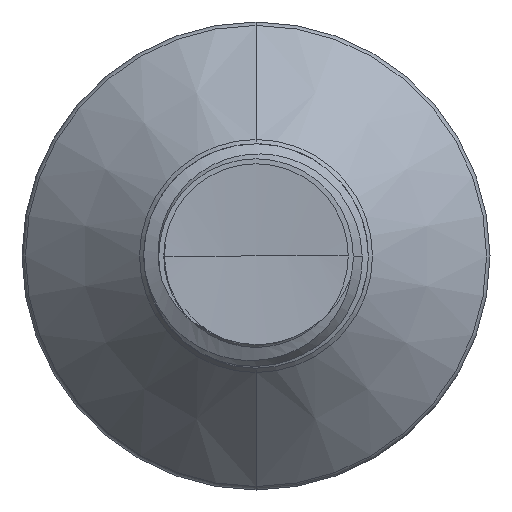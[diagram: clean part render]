
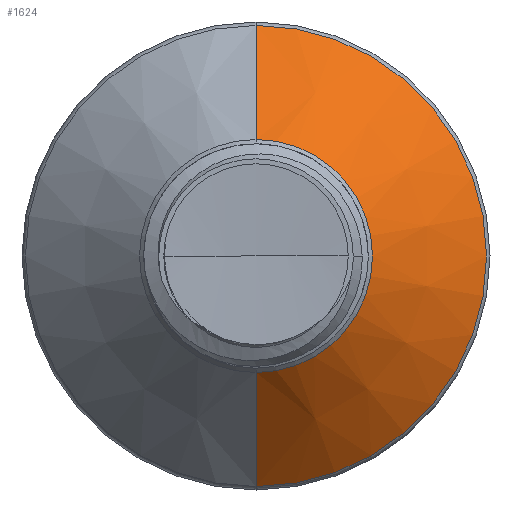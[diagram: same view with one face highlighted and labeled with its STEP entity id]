
A CAD part, front view. The second image highlights one B-rep face of the part: STEP entity #1624.
In plain terms, the highlighted conical face has half-angle 45 degrees and reference radius 1.817 mm.
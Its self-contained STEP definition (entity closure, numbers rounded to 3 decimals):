
#410 = CARTESIAN_POINT ( 'NONE',  ( 0., 11.718, 3.596 ) ) ;
#675 = DIRECTION ( 'NONE',  ( 0., 0., 1. ) ) ;
#793 = VECTOR ( 'NONE', #17244, 1000. ) ;
#1189 = CONICAL_SURFACE ( 'NONE', #13854, 1.817, 0.785 ) ;
#1624 = ADVANCED_FACE ( 'NONE', ( #20293 ), #1189, .T. ) ;
#3099 = VERTEX_POINT ( 'NONE', #4411 ) ;
#3377 = CARTESIAN_POINT ( 'NONE',  ( 0., 9.939, 1.817 ) ) ;
#3814 = CARTESIAN_POINT ( 'NONE',  ( 0., 9.939, 0. ) ) ;
#4100 = CIRCLE ( 'NONE', #27642, 3.596 ) ;
#4319 = AXIS2_PLACEMENT_3D ( 'NONE', #3814, #19900, #6184 ) ;
#4411 = CARTESIAN_POINT ( 'NONE',  ( 0., 9.939, -1.817 ) ) ;
#5198 = CARTESIAN_POINT ( 'NONE',  ( 0., 9.939, 1.817 ) ) ;
#5933 = LINE ( 'NONE', #24851, #23174 ) ;
#6184 = DIRECTION ( 'NONE',  ( 0., 0., 1. ) ) ;
#8003 = EDGE_CURVE ( 'NONE', #9288, #12194, #24134, .T. ) ;
#9288 = VERTEX_POINT ( 'NONE', #5198 ) ;
#9317 = EDGE_LOOP ( 'NONE', ( #12213, #22234, #17183, #16607 ) ) ;
#9548 = EDGE_CURVE ( 'NONE', #12194, #27277, #4100, .T. ) ;
#11096 = EDGE_CURVE ( 'NONE', #3099, #27277, #5933, .T. ) ;
#11761 = DIRECTION ( 'NONE',  ( 0., 0.707, -0.707 ) ) ;
#12194 = VERTEX_POINT ( 'NONE', #410 ) ;
#12213 = ORIENTED_EDGE ( 'NONE', *, *, #12607, .T. ) ;
#12607 = EDGE_CURVE ( 'NONE', #9288, #3099, #19214, .T. ) ;
#13809 = CARTESIAN_POINT ( 'NONE',  ( 0., 9.939, 0. ) ) ;
#13842 = DIRECTION ( 'NONE',  ( 0., 1., 0. ) ) ;
#13854 = AXIS2_PLACEMENT_3D ( 'NONE', #13809, #13842, #13967 ) ;
#13967 = DIRECTION ( 'NONE',  ( 0., 0., 1. ) ) ;
#14614 = DIRECTION ( 'NONE',  ( 0., 1., 0. ) ) ;
#16607 = ORIENTED_EDGE ( 'NONE', *, *, #8003, .F. ) ;
#17183 = ORIENTED_EDGE ( 'NONE', *, *, #9548, .F. ) ;
#17244 = DIRECTION ( 'NONE',  ( 0., 0.707, 0.707 ) ) ;
#17847 = CARTESIAN_POINT ( 'NONE',  ( 0., 11.718, -3.596 ) ) ;
#19214 = CIRCLE ( 'NONE', #4319, 1.817 ) ;
#19900 = DIRECTION ( 'NONE',  ( 0., 1., 0. ) ) ;
#20293 = FACE_OUTER_BOUND ( 'NONE', #9317, .T. ) ;
#22234 = ORIENTED_EDGE ( 'NONE', *, *, #11096, .T. ) ;
#23174 = VECTOR ( 'NONE', #11761, 1000. ) ;
#24134 = LINE ( 'NONE', #3377, #793 ) ;
#24851 = CARTESIAN_POINT ( 'NONE',  ( 0., 9.939, -1.817 ) ) ;
#27193 = CARTESIAN_POINT ( 'NONE',  ( 0., 11.718, 0. ) ) ;
#27277 = VERTEX_POINT ( 'NONE', #17847 ) ;
#27642 = AXIS2_PLACEMENT_3D ( 'NONE', #27193, #14614, #675 ) ;
